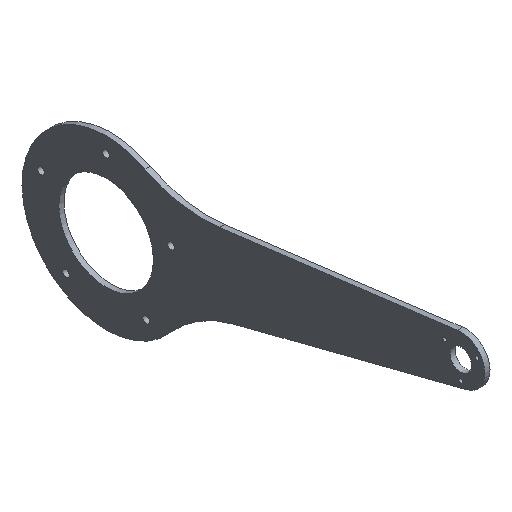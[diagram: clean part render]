
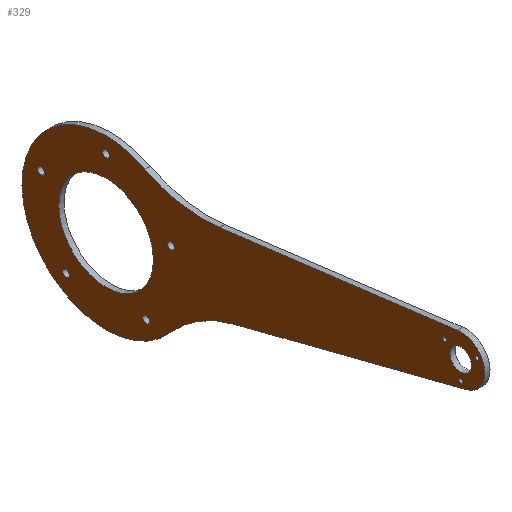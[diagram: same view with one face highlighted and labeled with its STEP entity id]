
A CAD part, isometric view. The second image highlights one B-rep face of the part: STEP entity #329.
In plain terms, the highlighted planar face has unit normal (-1, 0, 0).
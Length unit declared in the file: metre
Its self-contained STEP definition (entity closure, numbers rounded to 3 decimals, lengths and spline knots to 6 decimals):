
#36=LINE('',#564,#46);
#37=LINE('',#573,#47);
#46=VECTOR('',#461,1.);
#47=VECTOR('',#468,1.);
#70=ORIENTED_EDGE('',*,*,#146,.T.);
#71=ORIENTED_EDGE('',*,*,#147,.T.);
#72=ORIENTED_EDGE('',*,*,#148,.T.);
#73=ORIENTED_EDGE('',*,*,#149,.F.);
#74=ORIENTED_EDGE('',*,*,#150,.F.);
#75=ORIENTED_EDGE('',*,*,#151,.F.);
#76=ORIENTED_EDGE('',*,*,#152,.F.);
#77=ORIENTED_EDGE('',*,*,#153,.F.);
#78=ORIENTED_EDGE('',*,*,#154,.F.);
#79=ORIENTED_EDGE('',*,*,#155,.F.);
#80=ORIENTED_EDGE('',*,*,#156,.F.);
#81=ORIENTED_EDGE('',*,*,#157,.T.);
#82=ORIENTED_EDGE('',*,*,#158,.T.);
#83=ORIENTED_EDGE('',*,*,#159,.T.);
#84=ORIENTED_EDGE('',*,*,#160,.T.);
#85=ORIENTED_EDGE('',*,*,#161,.T.);
#146=EDGE_CURVE('',#184,#184,#214,.F.);
#147=EDGE_CURVE('',#185,#185,#215,.F.);
#148=EDGE_CURVE('',#186,#186,#216,.F.);
#149=EDGE_CURVE('',#187,#187,#217,.T.);
#150=EDGE_CURVE('',#188,#188,#218,.T.);
#151=EDGE_CURVE('',#189,#189,#219,.T.);
#152=EDGE_CURVE('',#190,#190,#220,.T.);
#153=EDGE_CURVE('',#191,#191,#221,.T.);
#154=EDGE_CURVE('',#192,#192,#222,.T.);
#155=EDGE_CURVE('',#193,#193,#223,.T.);
#156=EDGE_CURVE('',#194,#195,#36,.T.);
#157=EDGE_CURVE('',#194,#196,#224,.F.);
#158=EDGE_CURVE('',#196,#197,#225,.T.);
#159=EDGE_CURVE('',#197,#198,#226,.F.);
#160=EDGE_CURVE('',#198,#199,#37,.T.);
#161=EDGE_CURVE('',#199,#195,#227,.T.);
#184=VERTEX_POINT('',#545);
#185=VERTEX_POINT('',#547);
#186=VERTEX_POINT('',#549);
#187=VERTEX_POINT('',#551);
#188=VERTEX_POINT('',#553);
#189=VERTEX_POINT('',#555);
#190=VERTEX_POINT('',#557);
#191=VERTEX_POINT('',#559);
#192=VERTEX_POINT('',#561);
#193=VERTEX_POINT('',#563);
#194=VERTEX_POINT('',#565);
#195=VERTEX_POINT('',#566);
#196=VERTEX_POINT('',#568);
#197=VERTEX_POINT('',#570);
#198=VERTEX_POINT('',#572);
#199=VERTEX_POINT('',#574);
#214=CIRCLE('',#375,0.001191);
#215=CIRCLE('',#376,0.001191);
#216=CIRCLE('',#377,0.001191);
#217=CIRCLE('',#378,0.028575);
#218=CIRCLE('',#379,0.002019);
#219=CIRCLE('',#380,0.002019);
#220=CIRCLE('',#381,0.002019);
#221=CIRCLE('',#382,0.002019);
#222=CIRCLE('',#383,0.002019);
#223=CIRCLE('',#384,0.006548);
#224=CIRCLE('',#385,0.0762);
#225=CIRCLE('',#386,0.0508);
#226=CIRCLE('',#387,0.0762);
#227=CIRCLE('',#388,0.014486);
#239=EDGE_LOOP('',(#70));
#240=EDGE_LOOP('',(#71));
#241=EDGE_LOOP('',(#72));
#242=EDGE_LOOP('',(#73));
#243=EDGE_LOOP('',(#74));
#244=EDGE_LOOP('',(#75));
#245=EDGE_LOOP('',(#76));
#246=EDGE_LOOP('',(#77));
#247=EDGE_LOOP('',(#78));
#248=EDGE_LOOP('',(#79));
#249=EDGE_LOOP('',(#80,#81,#82,#83,#84,#85));
#287=FACE_BOUND('',#239,.T.);
#288=FACE_BOUND('',#240,.T.);
#289=FACE_BOUND('',#241,.T.);
#290=FACE_BOUND('',#242,.T.);
#291=FACE_BOUND('',#243,.T.);
#292=FACE_BOUND('',#244,.T.);
#293=FACE_BOUND('',#245,.T.);
#294=FACE_BOUND('',#246,.T.);
#295=FACE_BOUND('',#247,.T.);
#296=FACE_BOUND('',#248,.T.);
#297=FACE_BOUND('',#249,.T.);
#325=PLANE('',#374);
#329=ADVANCED_FACE('',(#287,#288,#289,#290,#291,#292,#293,#294,#295,#296,
#297),#325,.T.);
#374=AXIS2_PLACEMENT_3D('',#543,#439,#440);
#375=AXIS2_PLACEMENT_3D('',#544,#441,#442);
#376=AXIS2_PLACEMENT_3D('',#546,#443,#444);
#377=AXIS2_PLACEMENT_3D('',#548,#445,#446);
#378=AXIS2_PLACEMENT_3D('',#550,#447,#448);
#379=AXIS2_PLACEMENT_3D('',#552,#449,#450);
#380=AXIS2_PLACEMENT_3D('',#554,#451,#452);
#381=AXIS2_PLACEMENT_3D('',#556,#453,#454);
#382=AXIS2_PLACEMENT_3D('',#558,#455,#456);
#383=AXIS2_PLACEMENT_3D('',#560,#457,#458);
#384=AXIS2_PLACEMENT_3D('',#562,#459,#460);
#385=AXIS2_PLACEMENT_3D('',#567,#462,#463);
#386=AXIS2_PLACEMENT_3D('',#569,#464,#465);
#387=AXIS2_PLACEMENT_3D('',#571,#466,#467);
#388=AXIS2_PLACEMENT_3D('',#575,#469,#470);
#439=DIRECTION('',(-1.,0.,0.));
#440=DIRECTION('',(0.,-1.,0.));
#441=DIRECTION('',(-1.,0.,0.));
#442=DIRECTION('',(0.,0.,1.));
#443=DIRECTION('',(-1.,0.,0.));
#444=DIRECTION('',(0.,0.,1.));
#445=DIRECTION('',(-1.,0.,0.));
#446=DIRECTION('',(0.,0.,1.));
#447=DIRECTION('',(-1.,0.,0.));
#448=DIRECTION('',(0.,0.,1.));
#449=DIRECTION('',(-1.,0.,0.));
#450=DIRECTION('',(0.,0.,1.));
#451=DIRECTION('',(-1.,0.,0.));
#452=DIRECTION('',(0.,0.,1.));
#453=DIRECTION('',(-1.,0.,0.));
#454=DIRECTION('',(0.,0.,1.));
#455=DIRECTION('',(-1.,0.,0.));
#456=DIRECTION('',(0.,0.,1.));
#457=DIRECTION('',(-1.,0.,0.));
#458=DIRECTION('',(0.,0.,1.));
#459=DIRECTION('',(-1.,0.,0.));
#460=DIRECTION('',(0.,0.,1.));
#461=DIRECTION('',(0.,-0.992,0.126));
#462=DIRECTION('',(-1.,0.,0.));
#463=DIRECTION('',(0.,0.,1.));
#464=DIRECTION('',(-1.,0.,0.));
#465=DIRECTION('',(0.,0.,1.));
#466=DIRECTION('',(-1.,0.,0.));
#467=DIRECTION('',(0.,0.,1.));
#468=DIRECTION('',(0.,-0.969,0.248));
#469=DIRECTION('',(-1.,0.,0.));
#470=DIRECTION('',(0.,0.,1.));
#543=CARTESIAN_POINT('',(-0.412317,-0.265799,0.03576));
#544=CARTESIAN_POINT('',(-0.412317,-0.400907,0.079988));
#545=CARTESIAN_POINT('',(-0.412317,-0.400907,0.081179));
#546=CARTESIAN_POINT('',(-0.412317,-0.381316,0.079988));
#547=CARTESIAN_POINT('',(-0.412317,-0.381316,0.081179));
#548=CARTESIAN_POINT('',(-0.412317,-0.391111,0.063022));
#549=CARTESIAN_POINT('',(-0.412317,-0.391111,0.064213));
#550=CARTESIAN_POINT('',(-0.412317,-0.176801,0.0335));
#551=CARTESIAN_POINT('',(-0.412317,-0.176801,0.062075));
#552=CARTESIAN_POINT('',(-0.412317,-0.15254,0.000108));
#553=CARTESIAN_POINT('',(-0.412317,-0.15254,0.002127));
#554=CARTESIAN_POINT('',(-0.412317,-0.201062,0.000108));
#555=CARTESIAN_POINT('',(-0.412317,-0.201062,0.002127));
#556=CARTESIAN_POINT('',(-0.412317,-0.216056,0.046255));
#557=CARTESIAN_POINT('',(-0.412317,-0.216056,0.048274));
#558=CARTESIAN_POINT('',(-0.412317,-0.176801,0.074775));
#559=CARTESIAN_POINT('',(-0.412317,-0.176801,0.076795));
#560=CARTESIAN_POINT('',(-0.412317,-0.137546,0.046255));
#561=CARTESIAN_POINT('',(-0.412317,-0.137546,0.048274));
#562=CARTESIAN_POINT('',(-0.412317,-0.391111,0.074333));
#563=CARTESIAN_POINT('',(-0.412317,-0.391111,0.080881));
#564=CARTESIAN_POINT('',(-0.412317,-0.302278,0.077695));
#565=CARTESIAN_POINT('',(-0.412317,-0.245169,0.070469));
#566=CARTESIAN_POINT('',(-0.412317,-0.389293,0.088704));
#567=CARTESIAN_POINT('',(-0.412317,-0.235604,0.146067));
#568=CARTESIAN_POINT('',(-0.412317,-0.200322,0.078527));
#569=CARTESIAN_POINT('',(-0.412317,-0.176801,0.0335));
#570=CARTESIAN_POINT('',(-0.412317,-0.215231,0.000277));
#571=CARTESIAN_POINT('',(-0.412317,-0.272877,-0.049557));
#572=CARTESIAN_POINT('',(-0.412317,-0.253973,0.024261));
#573=CARTESIAN_POINT('',(-0.412317,-0.309738,0.038541));
#574=CARTESIAN_POINT('',(-0.412317,-0.394705,0.0603));
#575=CARTESIAN_POINT('',(-0.412317,-0.391111,0.074333));
